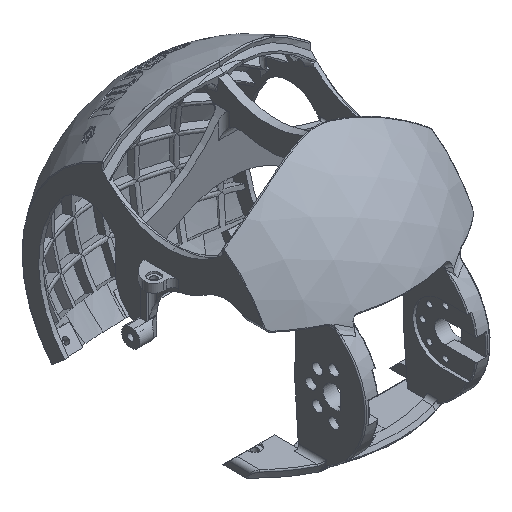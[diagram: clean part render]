
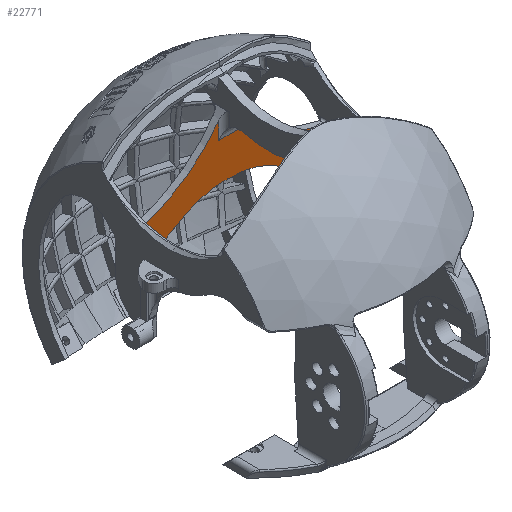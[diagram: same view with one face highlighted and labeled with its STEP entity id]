
A CAD part, isometric view. The second image highlights one B-rep face of the part: STEP entity #22771.
In plain terms, the highlighted planar face has unit normal (0, -1, 0).
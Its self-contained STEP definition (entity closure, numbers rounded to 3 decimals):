
#1779=LINE('',#41986,#2851);
#1782=LINE('',#42011,#2854);
#1784=LINE('',#42024,#2856);
#1881=LINE('',#45201,#2953);
#1882=LINE('',#45204,#2954);
#2851=VECTOR('',#31088,10.);
#2854=VECTOR('',#31099,10.);
#2856=VECTOR('',#31105,10.);
#2953=VECTOR('',#31884,10.);
#2954=VECTOR('',#31887,10.);
#3829=PLANE('',#25588);
#4970=FACE_OUTER_BOUND('',#6436,.T.);
#6436=EDGE_LOOP('',(#19256,#19257,#19258,#19259,#19260,#19261,#19262,#19263,
#19264,#19265,#19266,#19267,#19268));
#8147=CIRCLE('',#25244,43.107);
#8151=CIRCLE('',#25251,43.107);
#8241=CIRCLE('',#25392,69.311);
#8243=CIRCLE('',#25395,63.393);
#8364=CIRCLE('',#25587,69.311);
#8365=CIRCLE('',#25589,0.9);
#8366=CIRCLE('',#25590,63.393);
#8367=CIRCLE('',#25591,0.9);
#10289=VERTEX_POINT('',#41962);
#10291=VERTEX_POINT('',#41977);
#10292=VERTEX_POINT('',#41988);
#10293=VERTEX_POINT('',#41989);
#10296=VERTEX_POINT('',#41997);
#10297=VERTEX_POINT('',#42010);
#10299=VERTEX_POINT('',#42027);
#10405=VERTEX_POINT('',#44334);
#10408=VERTEX_POINT('',#44342);
#10563=VERTEX_POINT('',#45194);
#10564=VERTEX_POINT('',#45198);
#10565=VERTEX_POINT('',#45200);
#10566=VERTEX_POINT('',#45203);
#13235=EDGE_CURVE('',#10289,#10291,#1779,.T.);
#13236=EDGE_CURVE('',#10292,#10293,#8147,.T.);
#13241=EDGE_CURVE('',#10296,#10297,#1782,.T.);
#13245=EDGE_CURVE('',#10297,#10291,#1784,.T.);
#13247=EDGE_CURVE('',#10299,#10293,#8151,.T.);
#13402=EDGE_CURVE('',#10289,#10405,#8241,.T.);
#13405=EDGE_CURVE('',#10408,#10292,#8243,.T.);
#13631=EDGE_CURVE('',#10296,#10563,#8364,.T.);
#13632=EDGE_CURVE('',#10563,#10564,#8365,.T.);
#13633=EDGE_CURVE('',#10564,#10565,#1881,.T.);
#13634=EDGE_CURVE('',#10565,#10299,#8366,.T.);
#13635=EDGE_CURVE('',#10566,#10408,#1882,.T.);
#13636=EDGE_CURVE('',#10405,#10566,#8367,.T.);
#19256=ORIENTED_EDGE('',*,*,#13245,.F.);
#19257=ORIENTED_EDGE('',*,*,#13241,.F.);
#19258=ORIENTED_EDGE('',*,*,#13631,.T.);
#19259=ORIENTED_EDGE('',*,*,#13632,.T.);
#19260=ORIENTED_EDGE('',*,*,#13633,.T.);
#19261=ORIENTED_EDGE('',*,*,#13634,.T.);
#19262=ORIENTED_EDGE('',*,*,#13247,.T.);
#19263=ORIENTED_EDGE('',*,*,#13236,.F.);
#19264=ORIENTED_EDGE('',*,*,#13405,.F.);
#19265=ORIENTED_EDGE('',*,*,#13635,.F.);
#19266=ORIENTED_EDGE('',*,*,#13636,.F.);
#19267=ORIENTED_EDGE('',*,*,#13402,.F.);
#19268=ORIENTED_EDGE('',*,*,#13235,.T.);
#22771=ADVANCED_FACE('',(#4970),#3829,.T.);
#25244=AXIS2_PLACEMENT_3D('',#41990,#31091,#31092);
#25251=AXIS2_PLACEMENT_3D('',#42028,#31110,#31111);
#25392=AXIS2_PLACEMENT_3D('',#44337,#31422,#31423);
#25395=AXIS2_PLACEMENT_3D('',#44344,#31429,#31430);
#25587=AXIS2_PLACEMENT_3D('',#45196,#31878,#31879);
#25588=AXIS2_PLACEMENT_3D('',#45197,#31880,#31881);
#25589=AXIS2_PLACEMENT_3D('',#45199,#31882,#31883);
#25590=AXIS2_PLACEMENT_3D('',#45202,#31885,#31886);
#25591=AXIS2_PLACEMENT_3D('',#45205,#31888,#31889);
#31088=DIRECTION('',(0.,0.,-1.));
#31091=DIRECTION('center_axis',(0.,-1.,0.));
#31092=DIRECTION('ref_axis',(-0.024,0.,1.));
#31099=DIRECTION('',(0.,0.,-1.));
#31105=DIRECTION('',(1.,0.,0.));
#31110=DIRECTION('center_axis',(0.,1.,0.));
#31111=DIRECTION('ref_axis',(0.024,0.,1.));
#31422=DIRECTION('center_axis',(0.,-1.,0.));
#31423=DIRECTION('ref_axis',(-0.18,0.,-0.984));
#31429=DIRECTION('center_axis',(0.,1.,0.));
#31430=DIRECTION('ref_axis',(-0.164,0.,-0.986));
#31878=DIRECTION('center_axis',(0.,1.,0.));
#31879=DIRECTION('ref_axis',(0.18,0.,-0.984));
#31880=DIRECTION('center_axis',(0.,-1.,0.));
#31881=DIRECTION('ref_axis',(1.,0.,0.));
#31882=DIRECTION('center_axis',(0.,1.,0.));
#31883=DIRECTION('ref_axis',(-0.634,0.,-0.773));
#31884=DIRECTION('',(0.,0.,-1.));
#31885=DIRECTION('center_axis',(0.,-1.,0.));
#31886=DIRECTION('ref_axis',(0.164,0.,-0.986));
#31887=DIRECTION('',(0.,0.,-1.));
#31888=DIRECTION('center_axis',(0.,-1.,0.));
#31889=DIRECTION('ref_axis',(0.634,0.,-0.773));
#41962=CARTESIAN_POINT('',(4.5,12.3,56.559));
#41977=CARTESIAN_POINT('',(4.5,12.3,48.296));
#41986=CARTESIAN_POINT('',(4.5,12.3,42.332));
#41988=CARTESIAN_POINT('',(25.881,12.3,22.36));
#41989=CARTESIAN_POINT('',(0.,12.3,30.225));
#41990=CARTESIAN_POINT('Origin',(1.038,12.3,-12.869));
#41997=CARTESIAN_POINT('',(-4.5,12.3,56.559));
#42010=CARTESIAN_POINT('',(-4.5,12.3,48.296));
#42011=CARTESIAN_POINT('',(-4.5,12.3,42.332));
#42024=CARTESIAN_POINT('',(2.,12.3,48.296));
#42027=CARTESIAN_POINT('',(-25.881,12.3,22.36));
#42028=CARTESIAN_POINT('Origin',(-1.038,12.3,-12.869));
#44334=CARTESIAN_POINT('',(46.924,12.3,29.44));
#44337=CARTESIAN_POINT('Origin',(60.493,12.3,97.41));
#44342=CARTESIAN_POINT('',(47.1,12.3,14.39));
#44344=CARTESIAN_POINT('Origin',(58.419,12.3,76.764));
#45194=CARTESIAN_POINT('',(-46.924,12.3,29.44));
#45196=CARTESIAN_POINT('Origin',(-60.493,12.3,97.41));
#45197=CARTESIAN_POINT('Origin',(-25.,12.3,32.412));
#45198=CARTESIAN_POINT('',(-47.1,12.3,29.422));
#45199=CARTESIAN_POINT('Origin',(-47.1,12.3,30.322));
#45200=CARTESIAN_POINT('',(-47.1,12.3,14.39));
#45201=CARTESIAN_POINT('',(-47.1,12.3,16.206));
#45202=CARTESIAN_POINT('Origin',(-58.419,12.3,76.764));
#45203=CARTESIAN_POINT('',(47.1,12.3,29.422));
#45204=CARTESIAN_POINT('',(47.1,12.3,16.206));
#45205=CARTESIAN_POINT('Origin',(47.1,12.3,30.322));
